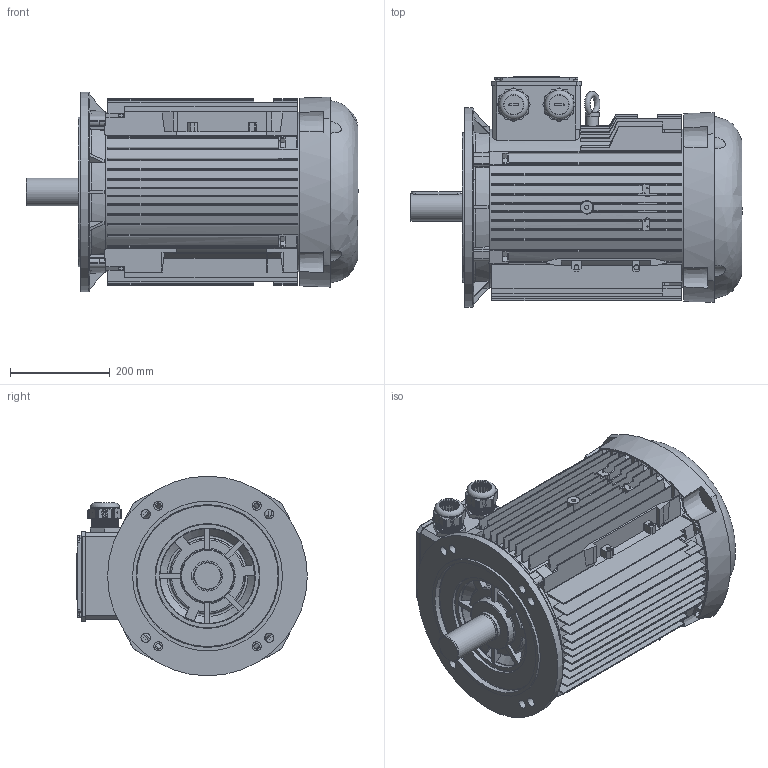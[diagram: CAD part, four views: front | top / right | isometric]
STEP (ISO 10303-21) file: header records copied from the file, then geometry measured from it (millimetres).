
FILE_DESCRIPTION(/* description */ (''),/* implementation_level */ '2;1');
FILE_NAME(/* name */ 'QU200_FA_.stp',/* time_stamp */ '2015-04-08T15:35:54+03:00',/* author */ (''),/* organization */ (''),/* preprocessor_version */ 'ST-DEVELOPER v11',/* originating_system */ 'SIEMENS PLM Software NX 7.5',/* authorisation */ '');
FILE_SCHEMA (('AP203_CONFIGURATION_CONTROLLED_3D_DESIGN_OF_MECHANICAL_PARTS_AND_ASSEMBLIES_MIM_LF'));
Products named in the file (1): AR-000000405669_001
Bounding box: 665 x 462 x 400 mm (x, y, z)
Volume: 12171300.5 mm3; surface area: 3360131.3 mm2
Topology: 14 solids, 22 shells, 4011 faces, 11694 edges, 7786 vertices
Faces by surface type: plane 2923, cylinder 804, cone 161, torus 100, bspline 23
Full cylindrical faces by diameter (mm): 2.5 x3, 4 x4, 5.5 x4, 7.5 x4, 8 x4, 8.5 x2, 10 x5, 11 x8, 11.25 x1, 18 x4, 19 x4, 25 x1, 28.125 x1, 39 x2, 40.1 x3, 45.5 x2, 48 x1, 49.7 x25, 54.3 x1, 54.7 x1, 55 x1, 55.9 x1, 56 x1, 56.3 x1, 58.1 x2, 60.2 x2, 78 x2, 82 x1, 84 x1, 86 x1
Entity records: 161449 total; most frequent: CARTESIAN_POINT 48842, ORIENTED_EDGE 22938, DIRECTION 20274, EDGE_CURVE 11469, LINE 8452, VECTOR 8452, VERTEX_POINT 7762, AXIS2_PLACEMENT_3D 5911
